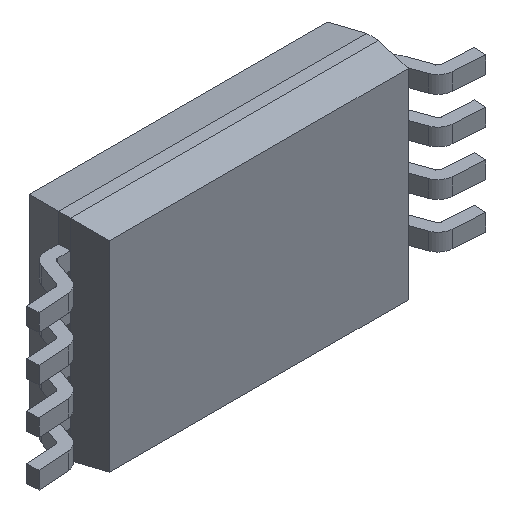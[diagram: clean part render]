
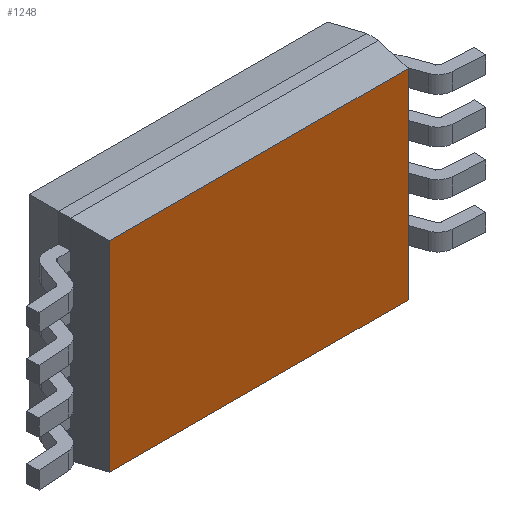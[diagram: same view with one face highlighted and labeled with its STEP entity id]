
A CAD part, isometric view. The second image highlights one B-rep face of the part: STEP entity #1248.
In plain terms, the highlighted planar face has unit normal (0, -1, 0).
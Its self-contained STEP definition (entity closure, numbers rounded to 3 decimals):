
#62 = LINE ( 'NONE', #84, #2697 ) ;
#84 = CARTESIAN_POINT ( 'NONE',  ( 2.131, 0.05, -1.5 ) ) ;
#184 = VECTOR ( 'NONE', #2966, 1000. ) ;
#202 = EDGE_CURVE ( 'NONE', #856, #1918, #2219, .T. ) ;
#230 = PLANE ( 'NONE',  #1092 ) ;
#251 = DIRECTION ( 'NONE',  ( 0., 0., -1. ) ) ;
#335 = VERTEX_POINT ( 'NONE', #1105 ) ;
#380 = EDGE_LOOP ( 'NONE', ( #582, #457, #2060, #3276 ) ) ;
#457 = ORIENTED_EDGE ( 'NONE', *, *, #2869, .T. ) ;
#495 = CARTESIAN_POINT ( 'NONE',  ( -2.131, 0.05, 1.431 ) ) ;
#560 = FACE_OUTER_BOUND ( 'NONE', #380, .T. ) ;
#582 = ORIENTED_EDGE ( 'NONE', *, *, #598, .T. ) ;
#598 = EDGE_CURVE ( 'NONE', #335, #1755, #1756, .T. ) ;
#856 = VERTEX_POINT ( 'NONE', #1940 ) ;
#999 = VECTOR ( 'NONE', #2264, 1000. ) ;
#1092 = AXIS2_PLACEMENT_3D ( 'NONE', #1573, #4056, #251 ) ;
#1105 = CARTESIAN_POINT ( 'NONE',  ( -2.131, 0.05, -1.431 ) ) ;
#1135 = VECTOR ( 'NONE', #2077, 1000. ) ;
#1248 = ADVANCED_FACE ( 'NONE', ( #560 ), #230, .T. ) ;
#1573 = CARTESIAN_POINT ( 'NONE',  ( 0., 0.05, 0. ) ) ;
#1755 = VERTEX_POINT ( 'NONE', #3582 ) ;
#1756 = LINE ( 'NONE', #3000, #1135 ) ;
#1794 = EDGE_CURVE ( 'NONE', #1918, #335, #2927, .T. ) ;
#1918 = VERTEX_POINT ( 'NONE', #495 ) ;
#1940 = CARTESIAN_POINT ( 'NONE',  ( 2.131, 0.05, 1.431 ) ) ;
#2060 = ORIENTED_EDGE ( 'NONE', *, *, #202, .T. ) ;
#2077 = DIRECTION ( 'NONE',  ( 1., 0., 0. ) ) ;
#2219 = LINE ( 'NONE', #2241, #999 ) ;
#2241 = CARTESIAN_POINT ( 'NONE',  ( 2.2, 0.05, 1.431 ) ) ;
#2264 = DIRECTION ( 'NONE',  ( -1., 0., 0. ) ) ;
#2697 = VECTOR ( 'NONE', #3183, 1000. ) ;
#2869 = EDGE_CURVE ( 'NONE', #1755, #856, #62, .T. ) ;
#2927 = LINE ( 'NONE', #3560, #184 ) ;
#2966 = DIRECTION ( 'NONE',  ( 0., 0., -1. ) ) ;
#3000 = CARTESIAN_POINT ( 'NONE',  ( -2.2, 0.05, -1.431 ) ) ;
#3183 = DIRECTION ( 'NONE',  ( 0., 0., 1. ) ) ;
#3276 = ORIENTED_EDGE ( 'NONE', *, *, #1794, .T. ) ;
#3560 = CARTESIAN_POINT ( 'NONE',  ( -2.131, 0.05, 1.5 ) ) ;
#3582 = CARTESIAN_POINT ( 'NONE',  ( 2.131, 0.05, -1.431 ) ) ;
#4056 = DIRECTION ( 'NONE',  ( 0., -1., 0. ) ) ;
